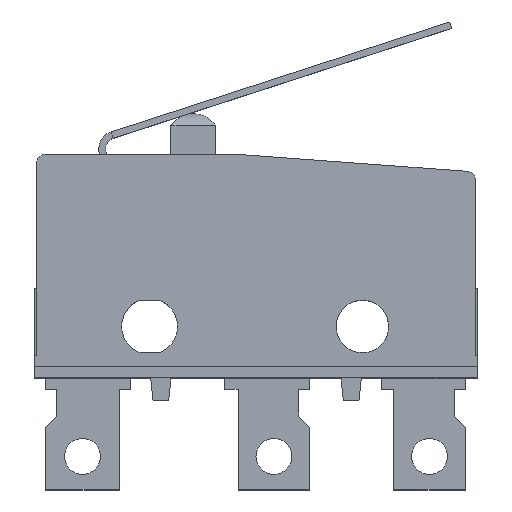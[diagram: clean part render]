
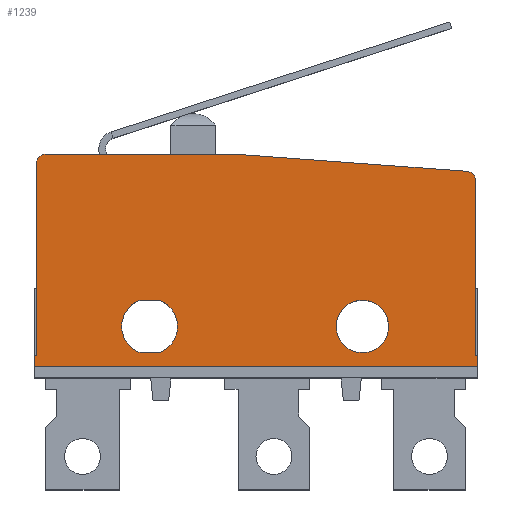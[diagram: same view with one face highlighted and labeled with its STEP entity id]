
A CAD part, top view. The second image highlights one B-rep face of the part: STEP entity #1239.
In plain terms, the highlighted planar face has unit normal (0, 0, 1).
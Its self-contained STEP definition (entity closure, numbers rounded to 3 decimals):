
#38 = EDGE_LOOP ( 'NONE', ( #923, #488 ) ) ;
#94 = VERTEX_POINT ( 'NONE', #1589 ) ;
#97 = EDGE_CURVE ( 'NONE', #480, #992, #1590, .T. ) ;
#103 = EDGE_LOOP ( 'NONE', ( #1222, #1220, #723, #143, #1005, #1233, #290, #414, #830, #678, #221 ) ) ;
#121 = VERTEX_POINT ( 'NONE', #1678 ) ;
#143 = ORIENTED_EDGE ( 'NONE', *, *, #284, .T. ) ;
#221 = ORIENTED_EDGE ( 'NONE', *, *, #651, .T. ) ;
#239 = ORIENTED_EDGE ( 'NONE', *, *, #1145, .F. ) ;
#244 = EDGE_CURVE ( 'NONE', #979, #1135, #2387, .T. ) ;
#276 = EDGE_CURVE ( 'NONE', #851, #979, #2546, .T. ) ;
#284 = EDGE_CURVE ( 'NONE', #586, #121, #2585, .T. ) ;
#290 = ORIENTED_EDGE ( 'NONE', *, *, #1246, .T. ) ;
#299 = ORIENTED_EDGE ( 'NONE', *, *, #733, .F. ) ;
#334 = VERTEX_POINT ( 'NONE', #2877 ) ;
#337 = EDGE_CURVE ( 'NONE', #1595, #1067, #2884, .T. ) ;
#405 = EDGE_CURVE ( 'NONE', #992, #856, #3278, .T. ) ;
#414 = ORIENTED_EDGE ( 'NONE', *, *, #97, .T. ) ;
#415 = EDGE_LOOP ( 'NONE', ( #299, #813, #2959, #1123, #239 ) ) ;
#432 = EDGE_CURVE ( 'NONE', #121, #94, #3454, .T. ) ;
#480 = VERTEX_POINT ( 'NONE', #3733 ) ;
#488 = ORIENTED_EDGE ( 'NONE', *, *, #337, .F. ) ;
#508 = VERTEX_POINT ( 'NONE', #1571 ) ;
#586 = VERTEX_POINT ( 'NONE', #2070 ) ;
#604 = EDGE_CURVE ( 'NONE', #1067, #1595, #2135, .T. ) ;
#651 = EDGE_CURVE ( 'NONE', #958, #334, #2291, .T. ) ;
#678 = ORIENTED_EDGE ( 'NONE', *, *, #809, .T. ) ;
#723 = ORIENTED_EDGE ( 'NONE', *, *, #978, .T. ) ;
#733 = EDGE_CURVE ( 'NONE', #1135, #1184, #2576, .T. ) ;
#762 = VERTEX_POINT ( 'NONE', #2717 ) ;
#809 = EDGE_CURVE ( 'NONE', #856, #958, #2896, .T. ) ;
#813 = ORIENTED_EDGE ( 'NONE', *, *, #244, .F. ) ;
#830 = ORIENTED_EDGE ( 'NONE', *, *, #405, .T. ) ;
#851 = VERTEX_POINT ( 'NONE', #3039 ) ;
#856 = VERTEX_POINT ( 'NONE', #3059 ) ;
#923 = ORIENTED_EDGE ( 'NONE', *, *, #604, .F. ) ;
#958 = VERTEX_POINT ( 'NONE', #3401 ) ;
#978 = EDGE_CURVE ( 'NONE', #508, #586, #3471, .T. ) ;
#979 = VERTEX_POINT ( 'NONE', #3476 ) ;
#992 = VERTEX_POINT ( 'NONE', #3513 ) ;
#1005 = ORIENTED_EDGE ( 'NONE', *, *, #432, .T. ) ;
#1067 = VERTEX_POINT ( 'NONE', #1344 ) ;
#1123 = ORIENTED_EDGE ( 'NONE', *, *, #1177, .F. ) ;
#1135 = VERTEX_POINT ( 'NONE', #1754 ) ;
#1145 = EDGE_CURVE ( 'NONE', #1184, #3421, #1809, .T. ) ;
#1172 = VERTEX_POINT ( 'NONE', #2038 ) ;
#1177 = EDGE_CURVE ( 'NONE', #3421, #851, #2060, .T. ) ;
#1184 = VERTEX_POINT ( 'NONE', #2130 ) ;
#1186 = EDGE_CURVE ( 'NONE', #94, #1172, #2131, .T. ) ;
#1220 = ORIENTED_EDGE ( 'NONE', *, *, #4273, .T. ) ;
#1222 = ORIENTED_EDGE ( 'NONE', *, *, #1304, .T. ) ;
#1233 = ORIENTED_EDGE ( 'NONE', *, *, #1186, .T. ) ;
#1239 = ADVANCED_FACE ( 'NONE', ( #2465, #2466, #2467 ), #2468, .T. ) ;
#1246 = EDGE_CURVE ( 'NONE', #1172, #480, #2541, .T. ) ;
#1304 = EDGE_CURVE ( 'NONE', #334, #762, #2781, .T. ) ;
#1344 = CARTESIAN_POINT ( 'NONE',  ( -1.175, 0., 3.2 ) ) ;
#1571 = CARTESIAN_POINT ( 'NONE',  ( 5.15, -1.3, 3.2 ) ) ;
#1589 = CARTESIAN_POINT ( 'NONE',  ( 4.68, 6.927, 3.2 ) ) ;
#1590 = CIRCLE ( 'NONE', #1591, 0.4 ) ;
#1591 = AXIS2_PLACEMENT_3D ( 'NONE', #1592, #1593, #1596 ) ;
#1592 = CARTESIAN_POINT ( 'NONE',  ( -14.15, 7.3, 3.2 ) ) ;
#1593 = DIRECTION ( 'NONE',  ( 0., 0., 1. ) ) ;
#1595 = VERTEX_POINT ( 'NONE', #2947 ) ;
#1596 = DIRECTION ( 'NONE',  ( 1., 0., 0. ) ) ;
#1678 = CARTESIAN_POINT ( 'NONE',  ( 5.05, 6.529, 3.2 ) ) ;
#1754 = CARTESIAN_POINT ( 'NONE',  ( -9.074, 1.175, 3.2 ) ) ;
#1809 = CIRCLE ( 'NONE', #1810, 1.25 ) ;
#1810 = AXIS2_PLACEMENT_3D ( 'NONE', #1811, #1812, #1813 ) ;
#1811 = CARTESIAN_POINT ( 'NONE',  ( -9.5, 0., 3.2 ) ) ;
#1812 = DIRECTION ( 'NONE',  ( 0., 0., 1. ) ) ;
#1813 = DIRECTION ( 'NONE',  ( 1., 0., 0. ) ) ;
#1960 = LINE ( 'NONE', #1961, #1962 ) ;
#1961 = CARTESIAN_POINT ( 'NONE',  ( 5.15, -1.8, 3.2 ) ) ;
#1962 = VECTOR ( 'NONE', #1963, 1000. ) ;
#1963 = DIRECTION ( 'NONE',  ( 0., 1., 0. ) ) ;
#2038 = CARTESIAN_POINT ( 'NONE',  ( -5.75, 7.7, 3.2 ) ) ;
#2060 = CIRCLE ( 'NONE', #2061, 1.25 ) ;
#2061 = AXIS2_PLACEMENT_3D ( 'NONE', #2062, #2063, #2064 ) ;
#2062 = CARTESIAN_POINT ( 'NONE',  ( -9.5, 0., 3.2 ) ) ;
#2063 = DIRECTION ( 'NONE',  ( 0., 0., 1. ) ) ;
#2064 = DIRECTION ( 'NONE',  ( 1., 0., 0. ) ) ;
#2070 = CARTESIAN_POINT ( 'NONE',  ( 5.05, -1.3, 3.2 ) ) ;
#2130 = CARTESIAN_POINT ( 'NONE',  ( -9.926, 1.175, 3.2 ) ) ;
#2131 = LINE ( 'NONE', #2132, #2133 ) ;
#2132 = CARTESIAN_POINT ( 'NONE',  ( 4.68, 6.927, 3.2 ) ) ;
#2133 = VECTOR ( 'NONE', #2134, 1000. ) ;
#2134 = DIRECTION ( 'NONE',  ( -0.997, 0.074, 0. ) ) ;
#2135 = CIRCLE ( 'NONE', #2136, 1.175 ) ;
#2136 = AXIS2_PLACEMENT_3D ( 'NONE', #2137, #2138, #2139 ) ;
#2137 = CARTESIAN_POINT ( 'NONE',  ( 0., 0., 3.2 ) ) ;
#2138 = DIRECTION ( 'NONE',  ( 0., 0., 1. ) ) ;
#2139 = DIRECTION ( 'NONE',  ( 1., 0., 0. ) ) ;
#2291 = LINE ( 'NONE', #2292, #2293 ) ;
#2292 = CARTESIAN_POINT ( 'NONE',  ( -14.65, -1.3, 3.2 ) ) ;
#2293 = VECTOR ( 'NONE', #2294, 1000. ) ;
#2294 = DIRECTION ( 'NONE',  ( 0., -1., 0. ) ) ;
#2387 = CIRCLE ( 'NONE', #2388, 1.25 ) ;
#2388 = AXIS2_PLACEMENT_3D ( 'NONE', #2389, #2390, #2391 ) ;
#2389 = CARTESIAN_POINT ( 'NONE',  ( -9.5, 0., 3.2 ) ) ;
#2390 = DIRECTION ( 'NONE',  ( 0., 0., 1. ) ) ;
#2391 = DIRECTION ( 'NONE',  ( 1., 0., 0. ) ) ;
#2465 = FACE_BOUND ( 'NONE', #38, .T. ) ;
#2466 = FACE_OUTER_BOUND ( 'NONE', #103, .T. ) ;
#2467 = FACE_BOUND ( 'NONE', #415, .T. ) ;
#2468 = PLANE ( 'NONE',  #2469 ) ;
#2469 = AXIS2_PLACEMENT_3D ( 'NONE', #2470, #2471, #2472 ) ;
#2470 = CARTESIAN_POINT ( 'NONE',  ( 4.65, 6.529, 3.2 ) ) ;
#2471 = DIRECTION ( 'NONE',  ( 0., 0., 1. ) ) ;
#2472 = DIRECTION ( 'NONE',  ( 1., 0., 0. ) ) ;
#2541 = LINE ( 'NONE', #2542, #2543 ) ;
#2542 = CARTESIAN_POINT ( 'NONE',  ( -5.75, 7.7, 3.2 ) ) ;
#2543 = VECTOR ( 'NONE', #2545, 1000. ) ;
#2545 = DIRECTION ( 'NONE',  ( -1., 0., 0. ) ) ;
#2546 = LINE ( 'NONE', #2547, #2548 ) ;
#2547 = CARTESIAN_POINT ( 'NONE',  ( -9.926, -1.175, 3.2 ) ) ;
#2548 = VECTOR ( 'NONE', #2549, 1000. ) ;
#2549 = DIRECTION ( 'NONE',  ( 1., 0., 0. ) ) ;
#2576 = LINE ( 'NONE', #2577, #2579 ) ;
#2577 = CARTESIAN_POINT ( 'NONE',  ( -9.074, 1.175, 3.2 ) ) ;
#2579 = VECTOR ( 'NONE', #2580, 1000. ) ;
#2580 = DIRECTION ( 'NONE',  ( -1., 0., 0. ) ) ;
#2585 = LINE ( 'NONE', #2586, #2587 ) ;
#2586 = CARTESIAN_POINT ( 'NONE',  ( 5.05, -1.3, 3.2 ) ) ;
#2587 = VECTOR ( 'NONE', #2588, 1000. ) ;
#2588 = DIRECTION ( 'NONE',  ( 0., 1., 0. ) ) ;
#2717 = CARTESIAN_POINT ( 'NONE',  ( 5.15, -1.8, 3.2 ) ) ;
#2781 = LINE ( 'NONE', #2782, #2783 ) ;
#2782 = CARTESIAN_POINT ( 'NONE',  ( -14.65, -1.8, 3.2 ) ) ;
#2783 = VECTOR ( 'NONE', #2784, 1000. ) ;
#2784 = DIRECTION ( 'NONE',  ( 1., 0., 0. ) ) ;
#2877 = CARTESIAN_POINT ( 'NONE',  ( -14.65, -1.8, 3.2 ) ) ;
#2884 = CIRCLE ( 'NONE', #2885, 1.175 ) ;
#2885 = AXIS2_PLACEMENT_3D ( 'NONE', #2886, #2887, #2888 ) ;
#2886 = CARTESIAN_POINT ( 'NONE',  ( 0., 0., 3.2 ) ) ;
#2887 = DIRECTION ( 'NONE',  ( 0., 0., 1. ) ) ;
#2888 = DIRECTION ( 'NONE',  ( 1., 0., 0. ) ) ;
#2896 = LINE ( 'NONE', #2897, #2898 ) ;
#2897 = CARTESIAN_POINT ( 'NONE',  ( -14.55, -1.3, 3.2 ) ) ;
#2898 = VECTOR ( 'NONE', #2899, 1000. ) ;
#2899 = DIRECTION ( 'NONE',  ( -1., 0., 0. ) ) ;
#2947 = CARTESIAN_POINT ( 'NONE',  ( 1.175, 0., 3.2 ) ) ;
#2959 = ORIENTED_EDGE ( 'NONE', *, *, #276, .F. ) ;
#3039 = CARTESIAN_POINT ( 'NONE',  ( -9.926, -1.175, 3.2 ) ) ;
#3059 = CARTESIAN_POINT ( 'NONE',  ( -14.55, -1.3, 3.2 ) ) ;
#3278 = LINE ( 'NONE', #3279, #3280 ) ;
#3279 = CARTESIAN_POINT ( 'NONE',  ( -14.55, 7.3, 3.2 ) ) ;
#3280 = VECTOR ( 'NONE', #3281, 1000. ) ;
#3281 = DIRECTION ( 'NONE',  ( 0., -1., 0. ) ) ;
#3401 = CARTESIAN_POINT ( 'NONE',  ( -14.65, -1.3, 3.2 ) ) ;
#3421 = VERTEX_POINT ( 'NONE', #3752 ) ;
#3454 = CIRCLE ( 'NONE', #3455, 0.4 ) ;
#3455 = AXIS2_PLACEMENT_3D ( 'NONE', #3458, #3459, #3460 ) ;
#3458 = CARTESIAN_POINT ( 'NONE',  ( 4.65, 6.529, 3.2 ) ) ;
#3459 = DIRECTION ( 'NONE',  ( 0., 0., 1. ) ) ;
#3460 = DIRECTION ( 'NONE',  ( 1., 0., 0. ) ) ;
#3471 = LINE ( 'NONE', #3472, #3473 ) ;
#3472 = CARTESIAN_POINT ( 'NONE',  ( 5.15, -1.3, 3.2 ) ) ;
#3473 = VECTOR ( 'NONE', #3475, 1000. ) ;
#3475 = DIRECTION ( 'NONE',  ( -1., 0., 0. ) ) ;
#3476 = CARTESIAN_POINT ( 'NONE',  ( -9.074, -1.175, 3.2 ) ) ;
#3513 = CARTESIAN_POINT ( 'NONE',  ( -14.55, 7.3, 3.2 ) ) ;
#3733 = CARTESIAN_POINT ( 'NONE',  ( -14.15, 7.7, 3.2 ) ) ;
#3752 = CARTESIAN_POINT ( 'NONE',  ( -10.75, 0., 3.2 ) ) ;
#4273 = EDGE_CURVE ( 'NONE', #762, #508, #1960, .T. ) ;
